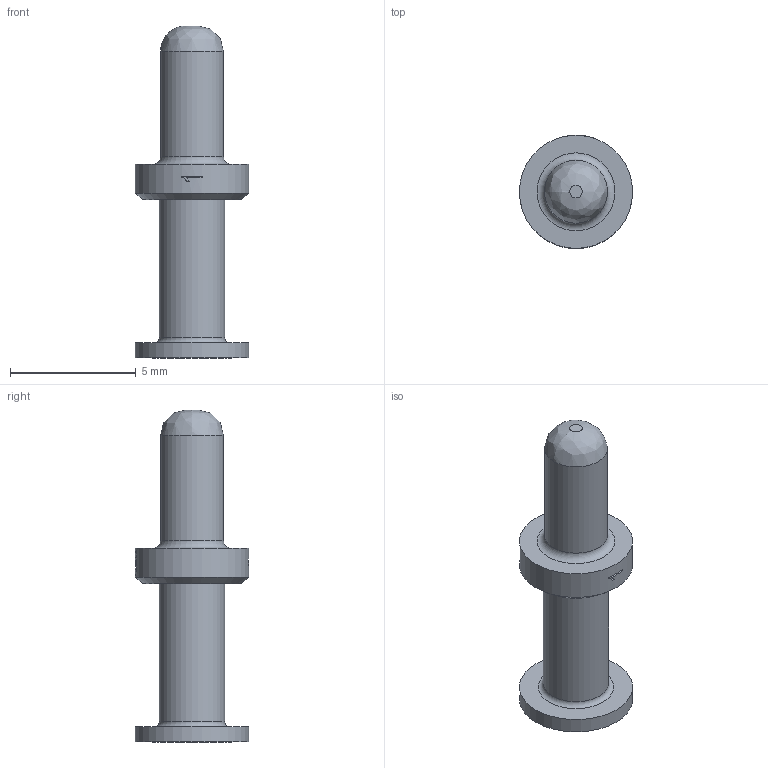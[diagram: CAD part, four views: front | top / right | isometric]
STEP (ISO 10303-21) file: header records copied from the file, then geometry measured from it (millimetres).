
FILE_DESCRIPTION(/* description */ (''),/* implementation_level */ '2;1');
FILE_NAME(/* name */ '100188314ugm000_b.stp',/* time_stamp */ '2015-01-30T09:00:21+01:00',/* author */ (''),/* organization */ (''),/* preprocessor_version */ 'ST-DEVELOPER v15',/* originating_system */ 'SIEMENS PLM Software NX 8.5',/* authorisation */ '');
FILE_SCHEMA (('AUTOMOTIVE_DESIGN { 1 0 10303 214 3 1 1 1 }'));
Length unit declared in the file: millimetre
Products named in the file (1): 100188314ugm000_b
Bounding box: 4.5 x 4.5 x 13.2 mm (x, y, z)
Volume: 75.8 mm3; surface area: 190.7 mm2
Topology: 1 solids, 1 shells, 28 faces, 74 edges, 69 vertices
Faces by surface type: plane 11, cylinder 9, torus 3, cone 2, extrusion 2, bspline 1
Full cylindrical faces by diameter (mm): 1.45 x1, 2.5 x1, 2.6 x1, 4.5 x2
Entity records: 1231 total; most frequent: CARTESIAN_POINT 320, DIRECTION 127, ORIENTED_EDGE 98, AXIS2_PLACEMENT_3D 51, EDGE_CURVE 49, EDGE_LOOP 47, VERTEX_POINT 43, PRESENTATION_STYLE_ASSIGNMENT 42
